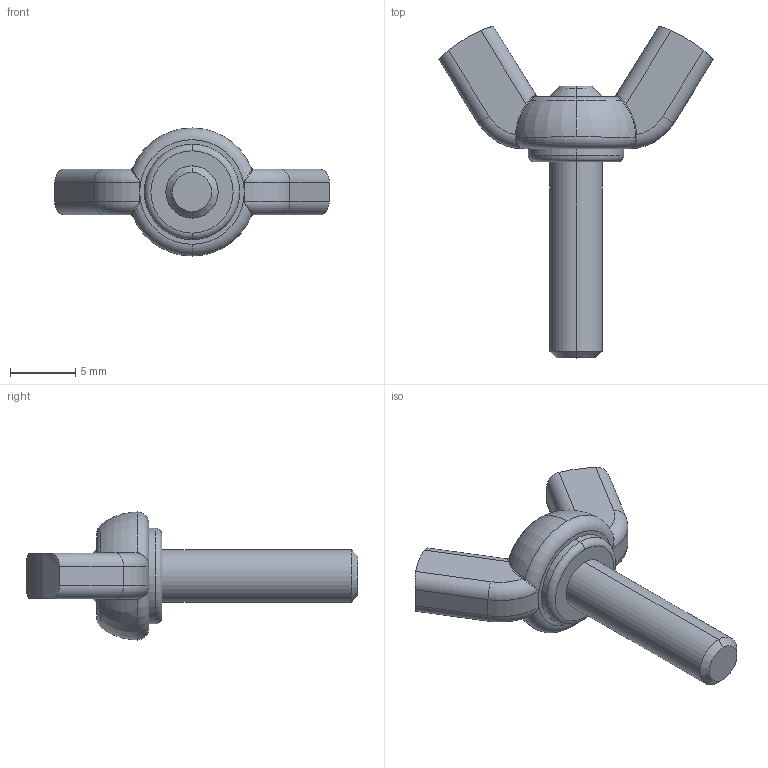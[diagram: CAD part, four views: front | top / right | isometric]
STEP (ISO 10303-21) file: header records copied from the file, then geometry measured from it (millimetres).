
FILE_DESCRIPTION (( 'STEP AP214' ), '1' );
FILE_NAME ('Âèíò-áàðàøåê M4 DIN 316.STEP', '2023-01-19T05:39:12', ( '' ), ( '' ), 'SwSTEP 2.0', 'SolidWorks 2021', '' );
FILE_SCHEMA (( 'AUTOMOTIVE_DESIGN' ));
Length unit declared in the file: millimetre
Products named in the file (1): Âèíò-áàðàøåê M4 DIN 316
Bounding box: 21 x 25.4 x 9.8 mm (x, y, z)
Volume: 735.5 mm3; surface area: 664.5 mm2
Topology: 1 solids, 1 shells, 81 faces, 186 edges, 110 vertices
Faces by surface type: bspline 24, torus 18, cylinder 18, plane 17, cone 4
Entity records: 2806 total; most frequent: CARTESIAN_POINT 1126, ORIENTED_EDGE 372, DIRECTION 314, EDGE_CURVE 186, AXIS2_PLACEMENT_3D 138, VERTEX_POINT 110, EDGE_LOOP 84, FACE_OUTER_BOUND 81
